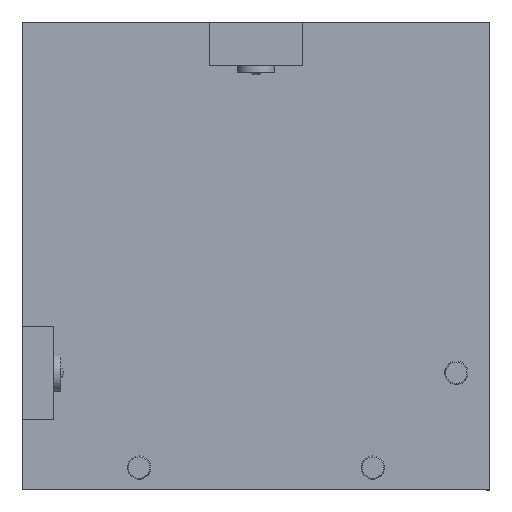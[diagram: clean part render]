
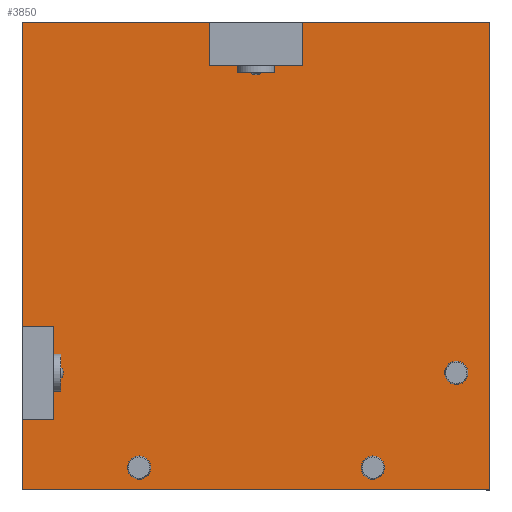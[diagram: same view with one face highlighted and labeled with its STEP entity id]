
A CAD part, top view. The second image highlights one B-rep face of the part: STEP entity #3850.
In plain terms, the highlighted planar face has unit normal (0, 0, 1).
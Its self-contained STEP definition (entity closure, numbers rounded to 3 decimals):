
#23=VECTOR('',#2860,1.);
#26=VECTOR('',#2863,1.);
#30=VECTOR('',#2871,1.);
#31=VECTOR('',#2872,1.);
#32=VECTOR('',#2873,1.);
#33=VECTOR('',#2874,1.);
#34=VECTOR('',#2875,1.);
#35=VECTOR('',#2876,1.);
#36=VECTOR('',#2877,1.);
#37=VECTOR('',#2878,1.);
#38=VECTOR('',#2879,1.);
#39=VECTOR('',#2880,1.);
#107=LINE('',#3285,#23);
#110=LINE('',#3290,#26);
#114=LINE('',#3300,#30);
#115=LINE('',#3302,#31);
#116=LINE('',#3304,#32);
#117=LINE('',#3306,#33);
#118=LINE('',#3308,#34);
#119=LINE('',#3310,#35);
#120=LINE('',#3311,#36);
#121=LINE('',#3313,#37);
#122=LINE('',#3315,#38);
#123=LINE('',#3316,#39);
#1937=ORIENTED_EDGE('',*,*,#2418,.T.);
#1938=ORIENTED_EDGE('',*,*,#2423,.T.);
#1939=ORIENTED_EDGE('',*,*,#2424,.T.);
#1940=ORIENTED_EDGE('',*,*,#2425,.T.);
#1941=ORIENTED_EDGE('',*,*,#2426,.F.);
#1942=ORIENTED_EDGE('',*,*,#2427,.T.);
#1943=ORIENTED_EDGE('',*,*,#2428,.T.);
#1944=ORIENTED_EDGE('',*,*,#2429,.T.);
#1945=ORIENTED_EDGE('',*,*,#2415,.T.);
#1946=ORIENTED_EDGE('',*,*,#2430,.F.);
#1947=ORIENTED_EDGE('',*,*,#2431,.T.);
#1948=ORIENTED_EDGE('',*,*,#2432,.T.);
#1949=ORIENTED_EDGE('',*,*,#2433,.F.);
#1950=ORIENTED_EDGE('',*,*,#2434,.F.);
#1951=ORIENTED_EDGE('',*,*,#2435,.F.);
#2225=CIRCLE('',#3643,2.5);
#2226=CIRCLE('',#3644,2.5);
#2227=CIRCLE('',#3645,2.5);
#2300=VERTEX_POINT('',#3283);
#2301=VERTEX_POINT('',#3284);
#2302=VERTEX_POINT('',#3287);
#2303=VERTEX_POINT('',#3289);
#2307=VERTEX_POINT('',#3299);
#2308=VERTEX_POINT('',#3301);
#2309=VERTEX_POINT('',#3303);
#2310=VERTEX_POINT('',#3305);
#2311=VERTEX_POINT('',#3307);
#2312=VERTEX_POINT('',#3309);
#2313=VERTEX_POINT('',#3312);
#2314=VERTEX_POINT('',#3314);
#2315=VERTEX_POINT('',#3317);
#2316=VERTEX_POINT('',#3319);
#2317=VERTEX_POINT('',#3321);
#2415=EDGE_CURVE('',#2300,#2301,#107,.T.);
#2418=EDGE_CURVE('',#2303,#2302,#110,.T.);
#2423=EDGE_CURVE('',#2302,#2307,#114,.T.);
#2424=EDGE_CURVE('',#2307,#2308,#115,.T.);
#2425=EDGE_CURVE('',#2308,#2309,#116,.T.);
#2426=EDGE_CURVE('',#2310,#2309,#117,.T.);
#2427=EDGE_CURVE('',#2310,#2311,#118,.T.);
#2428=EDGE_CURVE('',#2311,#2312,#119,.T.);
#2429=EDGE_CURVE('',#2312,#2300,#120,.T.);
#2430=EDGE_CURVE('',#2313,#2301,#121,.T.);
#2431=EDGE_CURVE('',#2313,#2314,#122,.T.);
#2432=EDGE_CURVE('',#2314,#2303,#123,.T.);
#2433=EDGE_CURVE('',#2315,#2315,#2225,.T.);
#2434=EDGE_CURVE('',#2316,#2316,#2226,.T.);
#2435=EDGE_CURVE('',#2317,#2317,#2227,.T.);
#2582=EDGE_LOOP('',(#1937,#1938,#1939,#1940,#1941,#1942,#1943,#1944,#1945,
#1946,#1947,#1948));
#2583=EDGE_LOOP('',(#1949));
#2584=EDGE_LOOP('',(#1950));
#2585=EDGE_LOOP('',(#1951));
#2696=FACE_BOUND('',#2582,.T.);
#2697=FACE_BOUND('',#2583,.T.);
#2698=FACE_BOUND('',#2584,.T.);
#2699=FACE_BOUND('',#2585,.T.);
#2860=DIRECTION('',(0.,-65.,0.));
#2863=DIRECTION('',(0.,-15.,0.));
#2869=DIRECTION('',(0.,0.,1.));
#2870=DIRECTION('',(0.,-1.,0.));
#2871=DIRECTION('',(100.,0.,0.));
#2872=DIRECTION('',(0.,100.,0.));
#2873=DIRECTION('',(-40.,0.,0.));
#2874=DIRECTION('',(0.,9.25,0.));
#2875=DIRECTION('',(-20.,0.,0.));
#2876=DIRECTION('',(0.,9.25,0.));
#2877=DIRECTION('',(-40.,0.,0.));
#2878=DIRECTION('',(-6.8,0.,0.));
#2879=DIRECTION('',(0.,-20.,0.));
#2880=DIRECTION('',(-6.8,0.,0.));
#2881=DIRECTION('',(0.,0.,1.));
#2882=DIRECTION('',(0.,-2.5,0.));
#2883=DIRECTION('',(0.,0.,1.));
#2884=DIRECTION('',(0.,-2.5,0.));
#2885=DIRECTION('',(0.,0.,1.));
#2886=DIRECTION('',(0.,-2.5,0.));
#3283=CARTESIAN_POINT('',(0.,100.,10.));
#3284=CARTESIAN_POINT('',(0.,35.,10.));
#3285=CARTESIAN_POINT('',(0.,100.,10.));
#3287=CARTESIAN_POINT('',(0.,0.,10.));
#3289=CARTESIAN_POINT('',(0.,15.,10.));
#3290=CARTESIAN_POINT('',(0.,15.,10.));
#3298=CARTESIAN_POINT('',(0.,15.,10.));
#3299=CARTESIAN_POINT('',(100.,0.,10.));
#3300=CARTESIAN_POINT('',(0.,0.,10.));
#3301=CARTESIAN_POINT('',(100.,100.,10.));
#3302=CARTESIAN_POINT('',(100.,0.,10.));
#3303=CARTESIAN_POINT('',(60.,100.,10.));
#3304=CARTESIAN_POINT('',(100.,100.,10.));
#3305=CARTESIAN_POINT('',(60.,90.75,10.));
#3306=CARTESIAN_POINT('',(60.,90.75,10.));
#3307=CARTESIAN_POINT('',(40.,90.75,10.));
#3308=CARTESIAN_POINT('',(60.,90.75,10.));
#3309=CARTESIAN_POINT('',(40.,100.,10.));
#3310=CARTESIAN_POINT('',(40.,90.75,10.));
#3311=CARTESIAN_POINT('',(40.,100.,10.));
#3312=CARTESIAN_POINT('',(6.8,35.,10.));
#3313=CARTESIAN_POINT('',(6.8,35.,10.));
#3314=CARTESIAN_POINT('',(6.8,15.,10.));
#3315=CARTESIAN_POINT('',(6.8,35.,10.));
#3316=CARTESIAN_POINT('',(6.8,15.,10.));
#3317=CARTESIAN_POINT('',(25.,2.25,10.));
#3318=CARTESIAN_POINT('',(25.,4.75,10.));
#3319=CARTESIAN_POINT('',(75.,2.25,10.));
#3320=CARTESIAN_POINT('',(75.,4.75,10.));
#3321=CARTESIAN_POINT('',(92.8,22.5,10.));
#3322=CARTESIAN_POINT('',(92.8,25.,10.));
#3642=AXIS2_PLACEMENT_3D('',#3298,#2869,#2870);
#3643=AXIS2_PLACEMENT_3D('',#3318,#2881,#2882);
#3644=AXIS2_PLACEMENT_3D('',#3320,#2883,#2884);
#3645=AXIS2_PLACEMENT_3D('',#3322,#2885,#2886);
#3793=PLANE('',#3642);
#3850=ADVANCED_FACE('',(#2696,#2697,#2698,#2699),#3793,.T.);
